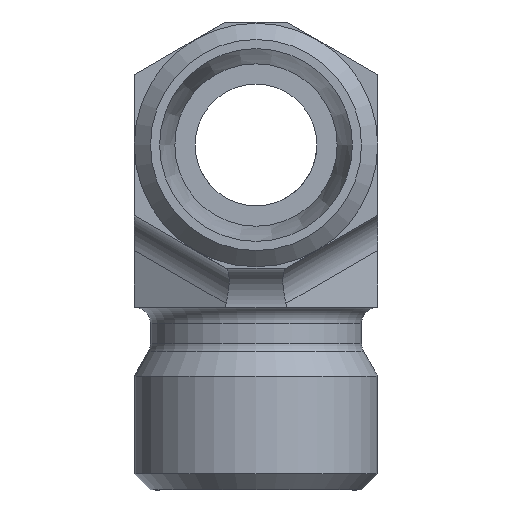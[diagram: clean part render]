
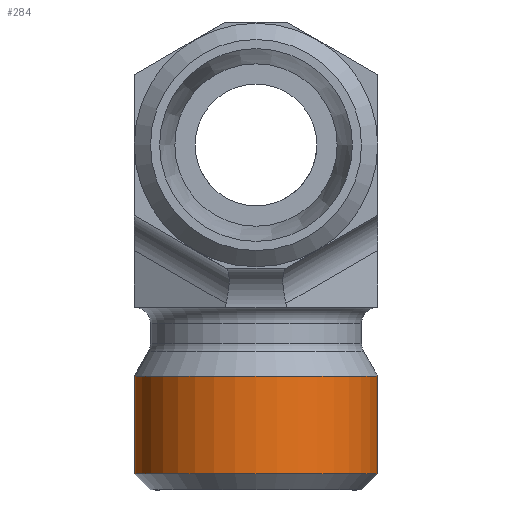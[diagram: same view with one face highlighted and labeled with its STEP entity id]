
A CAD part, front view. The second image highlights one B-rep face of the part: STEP entity #284.
In plain terms, the highlighted cylindrical face has radius 6 mm (diameter 12 mm), a full revolution.
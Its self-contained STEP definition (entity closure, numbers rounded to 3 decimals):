
#253=CARTESIAN_POINT('',(-13.685,9.544,-6.2));
#254=VERTEX_POINT('',#253);
#255=CARTESIAN_POINT('',(-19.685,9.544,-6.2));
#256=DIRECTION('',(0.0,0.0,-1.0));
#257=DIRECTION('',(-1.0,0.0,0.0));
#258=AXIS2_PLACEMENT_3D('',#255,#256,#257);
#259=CIRCLE('',#258,6.);
#260=EDGE_CURVE('',#254,#254,#259,.T.);
#265=CARTESIAN_POINT('',(-19.685,9.544,-7.));
#266=DIRECTION('',(0.,0.,1.0));
#267=DIRECTION('',(-1.0,0.0,0.0));
#268=AXIS2_PLACEMENT_3D('',#265,#266,#267);
#269=CYLINDRICAL_SURFACE('',#268,6.);
#270=CARTESIAN_POINT('',(-25.685,9.544,-1.386));
#271=VERTEX_POINT('',#270);
#272=CARTESIAN_POINT('',(-19.685,9.544,-1.386));
#273=DIRECTION('',(0.0,0.0,-1.0));
#274=DIRECTION('',(-1.0,0.0,0.0));
#275=AXIS2_PLACEMENT_3D('',#272,#273,#274);
#276=CIRCLE('',#275,6.);
#277=EDGE_CURVE('',#271,#271,#276,.T.);
#278=ORIENTED_EDGE('',*,*,#277,.T.);
#279=EDGE_LOOP('',(#278));
#280=FACE_OUTER_BOUND('',#279,.T.);
#281=ORIENTED_EDGE('',*,*,#260,.F.);
#282=EDGE_LOOP('',(#281));
#283=FACE_BOUND('',#282,.T.);
#284=ADVANCED_FACE('',(#280,#283),#269,.T.);
